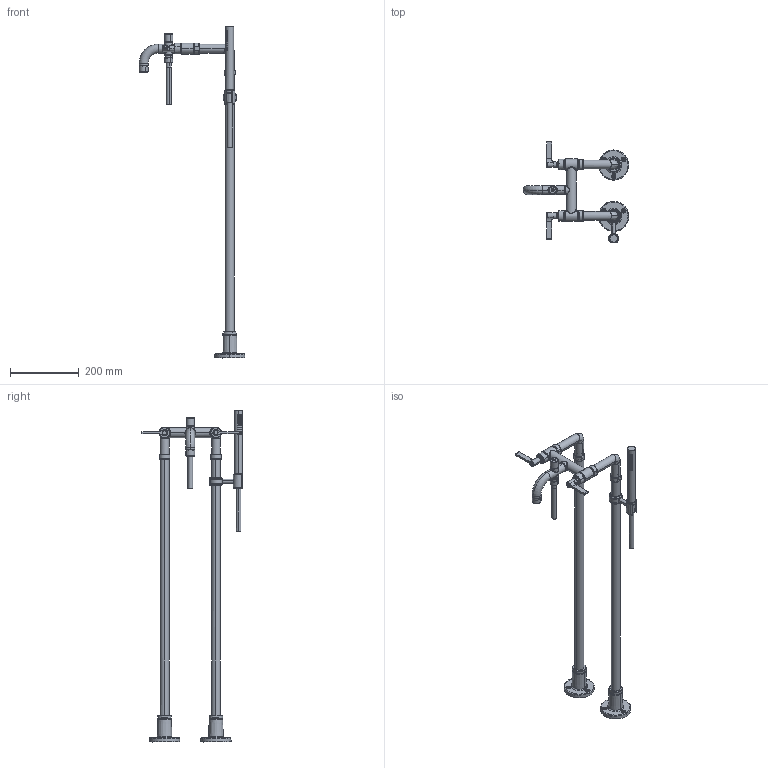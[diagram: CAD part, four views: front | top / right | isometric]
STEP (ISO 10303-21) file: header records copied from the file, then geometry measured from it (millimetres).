
FILE_DESCRIPTION(('CATIA V5 STEP Exchange','CAx-IF Rec.Pracs.--- Model Styling and Organization---1.5--- 2016-08-15','CAx-IF Rec.Pracs.---Supplemental Geometry---1.0---2011-11-01','CAx-IF Rec.Pracs.--- Composite Materials ---3.4---2017-06-13','CAx-IF Rec.Pracs.---Tessellated 3D Geometry---1.0---2015-12-17'),'2;1');
FILE_NAME('GL004200.stp','2023-02-03T08:21:13+00:00',('none'),('none'),'CATIA Version 5-6 Release 2020 SP2','CATIA V5 STEP AP242 v2','none');
FILE_SCHEMA(('AP242_MANAGED_MODEL_BASED_3D_ENGINEERING_MIM_LF {1 0 10303 442 1 1 4}'));
Length unit declared in the file: millimetre
Products named in the file (1): Product3_AllCATPart
Bounding box: 307.97 x 296.13 x 969.08 mm (x, y, z)
Volume: 896136.3 mm3; surface area: 481998.9 mm2
Topology: 37 solids, 79 shells, 1938 faces, 5409 edges, 3619 vertices
Faces by surface type: cylinder 681, plane 679, cone 299, torus 137, extrusion 104, bspline 30, revolution 8
Entity records: 71890 total; most frequent: CARTESIAN_POINT 26323, ORIENTED_EDGE 10556, DIRECTION 6153, EDGE_CURVE 5387, VERTEX_POINT 3619, AXIS2_PLACEMENT_3D 2955, VECTOR 2272, LINE 2168
